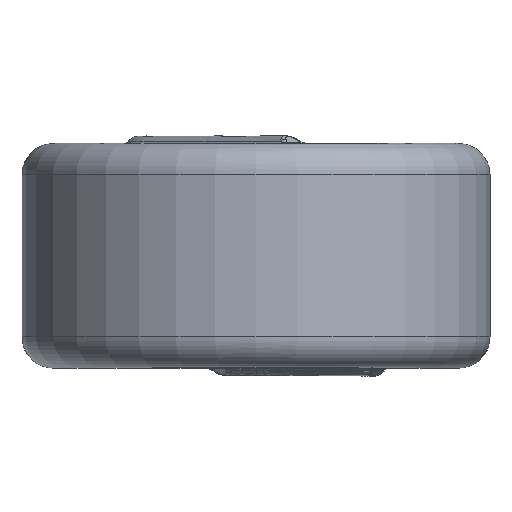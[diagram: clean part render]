
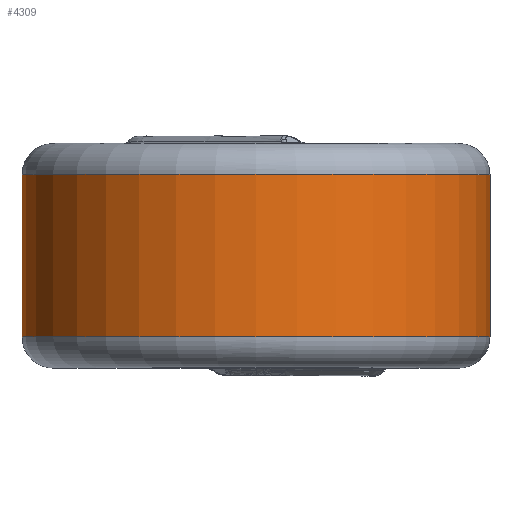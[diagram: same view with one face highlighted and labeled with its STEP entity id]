
A CAD part, top view. The second image highlights one B-rep face of the part: STEP entity #4309.
In plain terms, the highlighted cylindrical face has radius 7.5 mm (diameter 15 mm), a full revolution.
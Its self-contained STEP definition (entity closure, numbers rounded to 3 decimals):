
#20=CYLINDRICAL_SURFACE('',#4480,7.5);
#40=CIRCLE('',#4475,7.5);
#42=CIRCLE('',#4479,7.5);
#827=ORIENTED_EDGE('',*,*,#1670,.T.);
#828=ORIENTED_EDGE('',*,*,#1678,.T.);
#1670=EDGE_CURVE('',#2114,#2114,#40,.F.);
#1678=EDGE_CURVE('',#2121,#2121,#42,.T.);
#2114=VERTEX_POINT('',#7651);
#2121=VERTEX_POINT('',#7701);
#2573=EDGE_LOOP('',(#827));
#2574=EDGE_LOOP('',(#828));
#2781=FACE_BOUND('',#2573,.T.);
#2782=FACE_BOUND('',#2574,.T.);
#4309=ADVANCED_FACE('',(#2781,#2782),#20,.T.);
#4475=AXIS2_PLACEMENT_3D('',#7650,#4661,#4662);
#4479=AXIS2_PLACEMENT_3D('',#7700,#4670,#4671);
#4480=AXIS2_PLACEMENT_3D('',#7722,#4672,#4673);
#4661=DIRECTION('',(0.,1.,0.));
#4662=DIRECTION('',(0.,0.,1.));
#4670=DIRECTION('',(0.,1.,0.));
#4671=DIRECTION('',(0.,0.,1.));
#4672=DIRECTION('',(0.,1.,0.));
#4673=DIRECTION('',(0.,0.,1.));
#7650=CARTESIAN_POINT('',(0.,2.6,0.));
#7651=CARTESIAN_POINT('',(0.,2.6,7.5));
#7700=CARTESIAN_POINT('',(0.,-2.6,0.));
#7701=CARTESIAN_POINT('',(0.,-2.6,7.5));
#7722=CARTESIAN_POINT('',(0.,-3.6,0.));
